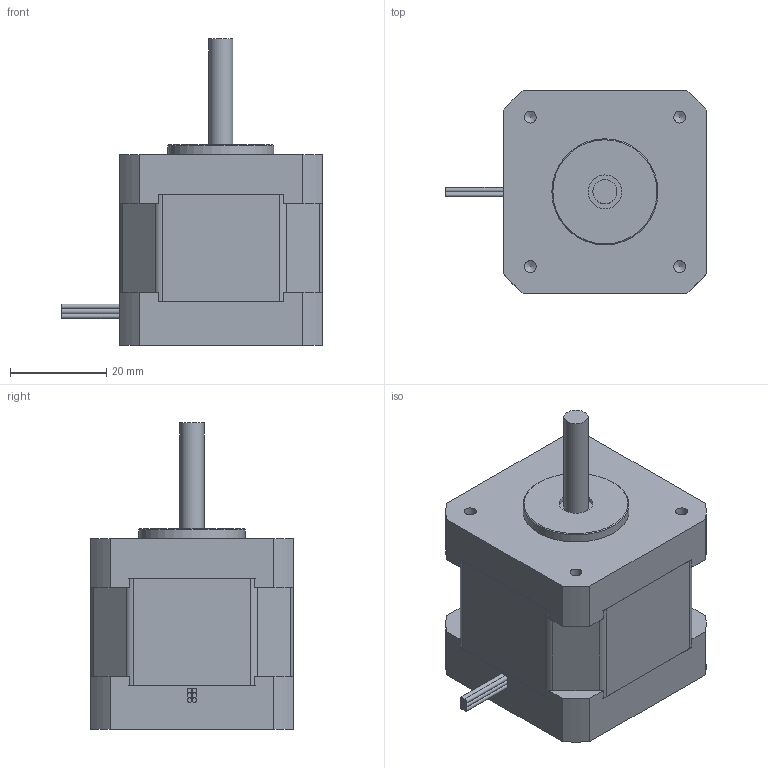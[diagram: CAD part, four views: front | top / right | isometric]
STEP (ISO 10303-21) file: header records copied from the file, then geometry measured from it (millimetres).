
FILE_DESCRIPTION(/* description */ (''),/* implementation_level */ '2;1');
FILE_NAME(/* name */ 'ST4209M1206-A.stp',/* time_stamp */ '2017-01-26T12:45:12+01:00',/* author */ ('schneid_cad'),/* organization */ (''),/* preprocessor_version */ 'ST-DEVELOPER v16.5',/* originating_system */ 'Autodesk Inventor 2017',/* authorisation */ '');
FILE_SCHEMA (('AUTOMOTIVE_DESIGN { 1 0 10303 214 3 1 1 }'));
Length unit declared in the file: millimetre
Products named in the file (1): ST4209M...-A
Bounding box: 54 x 42 x 63.5 mm (x, y, z)
Volume: 67640.2 mm3; surface area: 18615 mm2
Topology: 14 solids, 14 shells, 192 faces, 403 edges, 246 vertices
Faces by surface type: plane 97, cylinder 70, cone 17, torus 8
Full cylindrical faces by diameter (mm): 2.224 x4, 2.459 x4, 2.5 x4, 2.7 x4, 5 x3, 6 x4, 7 x1, 10 x1, 22 x1
Entity records: 5024 total; most frequent: DIRECTION 922, CARTESIAN_POINT 773, ORIENTED_EDGE 722, AXIS2_PLACEMENT_3D 382, EDGE_CURVE 347, EDGE_LOOP 257, VERTEX_POINT 233, FACE_OUTER_BOUND 192
